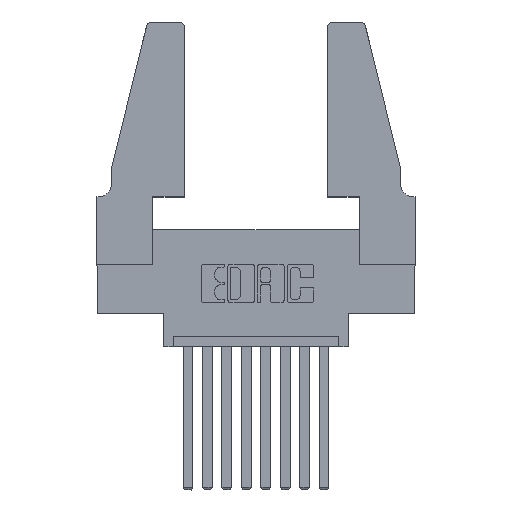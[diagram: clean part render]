
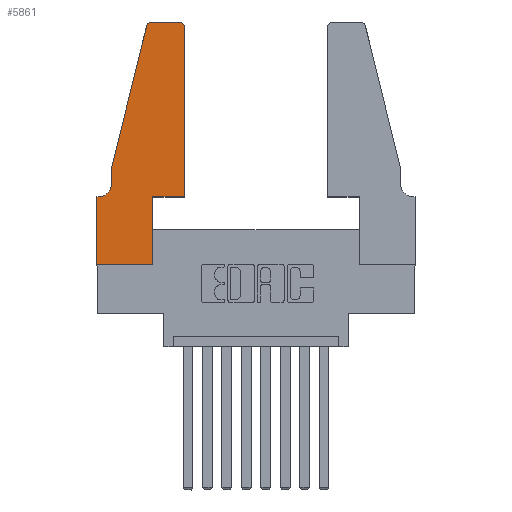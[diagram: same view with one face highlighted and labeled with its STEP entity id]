
A CAD part, top view. The second image highlights one B-rep face of the part: STEP entity #5861.
In plain terms, the highlighted planar face has unit normal (0, 0, 1).
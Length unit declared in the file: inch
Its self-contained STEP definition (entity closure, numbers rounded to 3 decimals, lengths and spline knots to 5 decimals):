
#65 = EDGE_LOOP ( 'NONE', ( #7161, #7134, #8664, #2115, #6903, #6492, #2879, #2972, #399, #11556, #5094, #11397 ) ) ;
#170 = CIRCLE ( 'NONE', #6199, 0.07 ) ;
#239 = VERTEX_POINT ( 'NONE', #3637 ) ;
#315 = AXIS2_PLACEMENT_3D ( 'NONE', #4656, #4610, #3692 ) ;
#399 = ORIENTED_EDGE ( 'NONE', *, *, #3565, .T. ) ;
#400 = FACE_OUTER_BOUND ( 'NONE', #65, .T. ) ;
#431 = CARTESIAN_POINT ( 'NONE',  ( 0., 0., 0.37 ) ) ;
#504 = DIRECTION ( 'NONE',  ( 0., 0., 1. ) ) ;
#643 = LINE ( 'NONE', #9267, #4187 ) ;
#696 = LINE ( 'NONE', #9762, #7900 ) ;
#724 = EDGE_CURVE ( 'NONE', #2772, #6521, #170, .T. ) ;
#1065 = VERTEX_POINT ( 'NONE', #5873 ) ;
#1149 = VECTOR ( 'NONE', #7032, 39.37008 ) ;
#1286 = VERTEX_POINT ( 'NONE', #5325 ) ;
#1341 = DIRECTION ( 'NONE',  ( 1., 0., 0. ) ) ;
#1703 = CARTESIAN_POINT ( 'NONE',  ( 0.0755, 0.35, 0.37 ) ) ;
#1943 = VERTEX_POINT ( 'NONE', #2166 ) ;
#2060 = CARTESIAN_POINT ( 'NONE',  ( 0.0055, 0.35, 0.37 ) ) ;
#2115 = ORIENTED_EDGE ( 'NONE', *, *, #2845, .T. ) ;
#2166 = CARTESIAN_POINT ( 'NONE',  ( 0.4505, 0.35, 0.37 ) ) ;
#2314 = CARTESIAN_POINT ( 'NONE',  ( 0.0755, 0.5, 0.37 ) ) ;
#2493 = CARTESIAN_POINT ( 'NONE',  ( 0.2865, 0.35, 0.37 ) ) ;
#2772 = VERTEX_POINT ( 'NONE', #12688 ) ;
#2845 = EDGE_CURVE ( 'NONE', #11695, #2772, #10374, .T. ) ;
#2879 = ORIENTED_EDGE ( 'NONE', *, *, #11022, .T. ) ;
#2902 = VECTOR ( 'NONE', #5691, 39.37008 ) ;
#2972 = ORIENTED_EDGE ( 'NONE', *, *, #5345, .T. ) ;
#3121 = AXIS2_PLACEMENT_3D ( 'NONE', #9195, #504, #6297 ) ;
#3222 = CARTESIAN_POINT ( 'NONE',  ( 0.284, 1.25, 0.37 ) ) ;
#3549 = VERTEX_POINT ( 'NONE', #3222 ) ;
#3565 = EDGE_CURVE ( 'NONE', #1065, #11257, #9145, .T. ) ;
#3587 = VERTEX_POINT ( 'NONE', #7430 ) ;
#3637 = CARTESIAN_POINT ( 'NONE',  ( 0.4205, 1.25, 0.37 ) ) ;
#3692 = DIRECTION ( 'NONE',  ( 1., 0., 0. ) ) ;
#4187 = VECTOR ( 'NONE', #7342, 39.37008 ) ;
#4302 = DIRECTION ( 'NONE',  ( 1., 0., 0. ) ) ;
#4489 = DIRECTION ( 'NONE',  ( 0., 0., -1. ) ) ;
#4541 = DIRECTION ( 'NONE',  ( -1., 0., 0. ) ) ;
#4610 = DIRECTION ( 'NONE',  ( 0., 0., 1. ) ) ;
#4656 = CARTESIAN_POINT ( 'NONE',  ( 0., 0.35, 0.37 ) ) ;
#5094 = ORIENTED_EDGE ( 'NONE', *, *, #8325, .T. ) ;
#5325 = CARTESIAN_POINT ( 'NONE',  ( 0., 0.35, 0.37 ) ) ;
#5328 = DIRECTION ( 'NONE',  ( 0., 0., 1. ) ) ;
#5345 = EDGE_CURVE ( 'NONE', #7914, #1065, #9000, .T. ) ;
#5510 = VECTOR ( 'NONE', #1341, 39.37008 ) ;
#5551 = CIRCLE ( 'NONE', #3121, 0.03 ) ;
#5660 = VECTOR ( 'NONE', #11926, 39.37008 ) ;
#5669 = CIRCLE ( 'NONE', #7183, 0.03 ) ;
#5691 = DIRECTION ( 'NONE',  ( -0.239, -0.971, 0. ) ) ;
#5861 = ADVANCED_FACE ( 'NONE', ( #400 ), #7488, .T. ) ;
#5873 = CARTESIAN_POINT ( 'NONE',  ( 0.2865, 0., 0.37 ) ) ;
#6082 = LINE ( 'NONE', #9429, #2902 ) ;
#6190 = CARTESIAN_POINT ( 'NONE',  ( 0.4505, 1.22, 0.37 ) ) ;
#6199 = AXIS2_PLACEMENT_3D ( 'NONE', #12260, #4489, #4541 ) ;
#6297 = DIRECTION ( 'NONE',  ( 1., 0., 0. ) ) ;
#6306 = VERTEX_POINT ( 'NONE', #6190 ) ;
#6492 = ORIENTED_EDGE ( 'NONE', *, *, #10626, .T. ) ;
#6521 = VERTEX_POINT ( 'NONE', #2060 ) ;
#6592 = EDGE_CURVE ( 'NONE', #239, #3549, #10328, .T. ) ;
#6898 = EDGE_CURVE ( 'NONE', #11257, #1943, #696, .T. ) ;
#6903 = ORIENTED_EDGE ( 'NONE', *, *, #724, .T. ) ;
#6982 = DIRECTION ( 'NONE',  ( 0., -1., 0. ) ) ;
#7032 = DIRECTION ( 'NONE',  ( -1., 0., 0. ) ) ;
#7069 = CARTESIAN_POINT ( 'NONE',  ( 0.0755, 0.5, 0.37 ) ) ;
#7134 = ORIENTED_EDGE ( 'NONE', *, *, #11655, .T. ) ;
#7161 = ORIENTED_EDGE ( 'NONE', *, *, #6592, .T. ) ;
#7183 = AXIS2_PLACEMENT_3D ( 'NONE', #7209, #5328, #4302 ) ;
#7209 = CARTESIAN_POINT ( 'NONE',  ( 0.284, 1.22, 0.37 ) ) ;
#7342 = DIRECTION ( 'NONE',  ( 0., 1., 0. ) ) ;
#7430 = CARTESIAN_POINT ( 'NONE',  ( 0.25487, 1.22718, 0.37 ) ) ;
#7488 = PLANE ( 'NONE',  #315 ) ;
#7900 = VECTOR ( 'NONE', #11855, 39.37008 ) ;
#7914 = VERTEX_POINT ( 'NONE', #11169 ) ;
#7969 = LINE ( 'NONE', #1703, #9940 ) ;
#8096 = LINE ( 'NONE', #10036, #8716 ) ;
#8325 = EDGE_CURVE ( 'NONE', #1943, #6306, #643, .T. ) ;
#8550 = DIRECTION ( 'NONE',  ( -1., 0., 0. ) ) ;
#8664 = ORIENTED_EDGE ( 'NONE', *, *, #12251, .T. ) ;
#8716 = VECTOR ( 'NONE', #10112, 39.37008 ) ;
#9000 = LINE ( 'NONE', #431, #5510 ) ;
#9130 = CARTESIAN_POINT ( 'NONE',  ( 0.2865, 0.35, 0.37 ) ) ;
#9145 = LINE ( 'NONE', #9130, #5660 ) ;
#9195 = CARTESIAN_POINT ( 'NONE',  ( 0.4205, 1.22, 0.37 ) ) ;
#9267 = CARTESIAN_POINT ( 'NONE',  ( 0.4505, 0.35, 0.37 ) ) ;
#9429 = CARTESIAN_POINT ( 'NONE',  ( 0.0755, 0.5, 0.37 ) ) ;
#9762 = CARTESIAN_POINT ( 'NONE',  ( 0.4505, 0.35, 0.37 ) ) ;
#9940 = VECTOR ( 'NONE', #8550, 39.37008 ) ;
#10036 = CARTESIAN_POINT ( 'NONE',  ( 0., 0., 0.37 ) ) ;
#10112 = DIRECTION ( 'NONE',  ( 0., -1., 0. ) ) ;
#10328 = LINE ( 'NONE', #11005, #1149 ) ;
#10374 = LINE ( 'NONE', #7069, #12711 ) ;
#10428 = EDGE_CURVE ( 'NONE', #6306, #239, #5551, .T. ) ;
#10626 = EDGE_CURVE ( 'NONE', #6521, #1286, #7969, .T. ) ;
#11005 = CARTESIAN_POINT ( 'NONE',  ( 0.2605, 1.25, 0.37 ) ) ;
#11022 = EDGE_CURVE ( 'NONE', #1286, #7914, #8096, .T. ) ;
#11169 = CARTESIAN_POINT ( 'NONE',  ( 0., 0., 0.37 ) ) ;
#11257 = VERTEX_POINT ( 'NONE', #2493 ) ;
#11397 = ORIENTED_EDGE ( 'NONE', *, *, #10428, .T. ) ;
#11556 = ORIENTED_EDGE ( 'NONE', *, *, #6898, .T. ) ;
#11655 = EDGE_CURVE ( 'NONE', #3549, #3587, #5669, .T. ) ;
#11695 = VERTEX_POINT ( 'NONE', #2314 ) ;
#11855 = DIRECTION ( 'NONE',  ( 1., 0., 0. ) ) ;
#11926 = DIRECTION ( 'NONE',  ( 0., 1., 0. ) ) ;
#12251 = EDGE_CURVE ( 'NONE', #3587, #11695, #6082, .T. ) ;
#12260 = CARTESIAN_POINT ( 'NONE',  ( 0.0055, 0.42, 0.37 ) ) ;
#12688 = CARTESIAN_POINT ( 'NONE',  ( 0.0755, 0.42, 0.37 ) ) ;
#12711 = VECTOR ( 'NONE', #6982, 39.37008 ) ;
